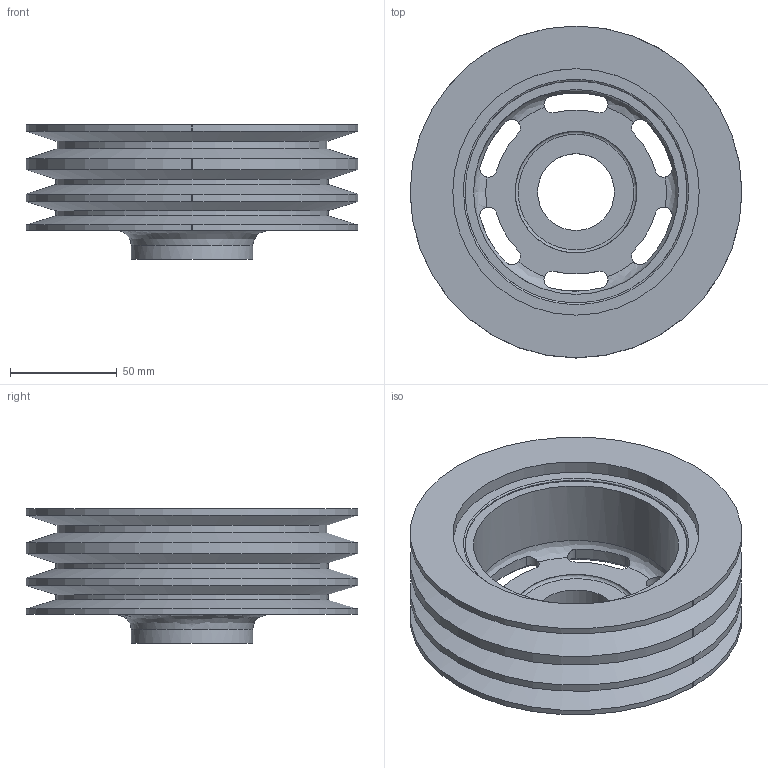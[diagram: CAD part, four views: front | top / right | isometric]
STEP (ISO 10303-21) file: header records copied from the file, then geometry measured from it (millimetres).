
FILE_DESCRIPTION(/* description */ (''),/* implementation_level */ '2;1');
FILE_NAME(/* name */ 'B230 Harmonic Balancer (Near Final) v11.step',/* time_stamp */ '2025-05-08T22:03:02-04:00',/* author */ (''),/* organization */ (''),/* preprocessor_version */ 'ST-DEVELOPER v20.1',/* originating_system */ 'Autodesk Translation Framework v14.4.0.0',/* authorisation */ '');
FILE_SCHEMA (('AUTOMOTIVE_DESIGN { 1 0 10303 214 3 1 1 }'));
Length unit declared in the file: millimetre
Products named in the file (1): B230 Harmonic Balancer (Near Final)
Bounding box: 155.57 x 155.57 x 63 mm (x, y, z)
Volume: 466325.6 mm3; surface area: 102135.9 mm2
Topology: 1 solids, 1 shells, 75 faces, 203 edges, 124 vertices
Faces by surface type: cylinder 37, plane 26, cone 8, bspline 4
Full cylindrical faces by diameter (mm): 36 x1, 57 x2, 96.075 x1, 104.075 x1, 115.575 x1, 126.576 x1, 127.576 x2
Entity records: 3325 total; most frequent: CARTESIAN_POINT 1418, ORIENTED_EDGE 406, DIRECTION 391, EDGE_CURVE 203, AXIS2_PLACEMENT_3D 158, VERTEX_POINT 124, CIRCLE 86, EDGE_LOOP 83
